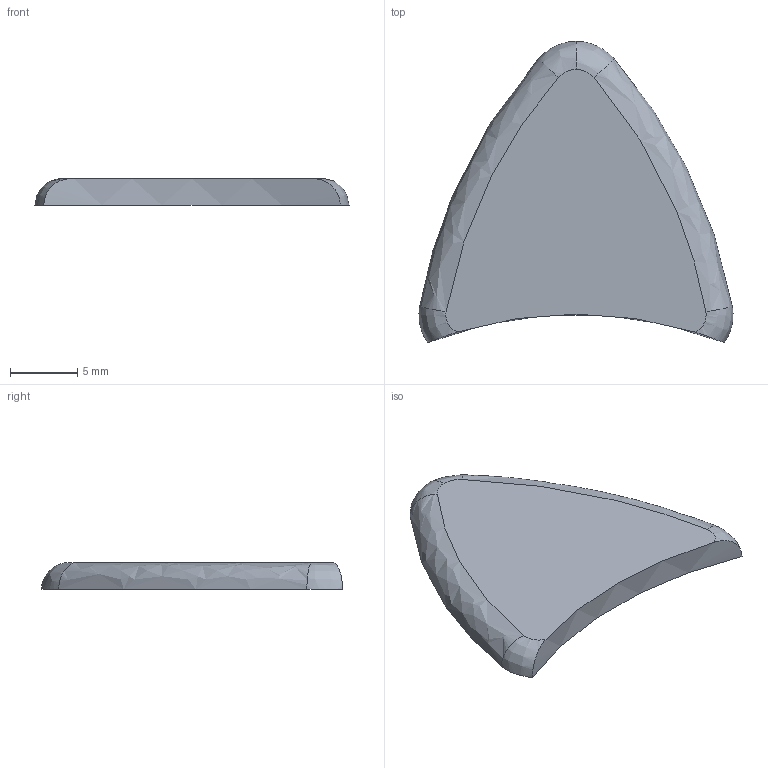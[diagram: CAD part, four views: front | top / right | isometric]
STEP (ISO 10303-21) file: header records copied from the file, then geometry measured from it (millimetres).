
FILE_DESCRIPTION(/* description */ (''),/* implementation_level */ '2;1');
FILE_NAME(/* name */ 'petal_A_1.step',/* time_stamp */ '2022-10-28T00:54:25+09:00',/* author */ (''),/* organization */ (''),/* preprocessor_version */ 'ST-DEVELOPER v19',/* originating_system */ 'Autodesk Translation Framework v11.7.0.108',/* authorisation */ '');
FILE_SCHEMA (('AUTOMOTIVE_DESIGN { 1 0 10303 214 3 1 1 }'));
Length unit declared in the file: millimetre
Products named in the file (2): petal_A_1; petal_A_1 (1)
Assembly tree (1 placements, depth 2):
  petal_A_1
    petal_A_1 (1)
Bounding box: 23.32 x 22.36 x 2 mm (x, y, z)
Volume: 627.6 mm3; surface area: 786.8 mm2
Topology: 1 solids, 1 shells, 11 faces, 27 edges, 18 vertices
Faces by surface type: bspline 6, sphere 2, plane 2, cylinder 1
Entity records: 852 total; most frequent: CARTESIAN_POINT 549, DIRECTION 58, ORIENTED_EDGE 50, AXIS2_PLACEMENT_3D 29, EDGE_CURVE 25, VERTEX_POINT 18, ELLIPSE 15, EDGE_LOOP 13
